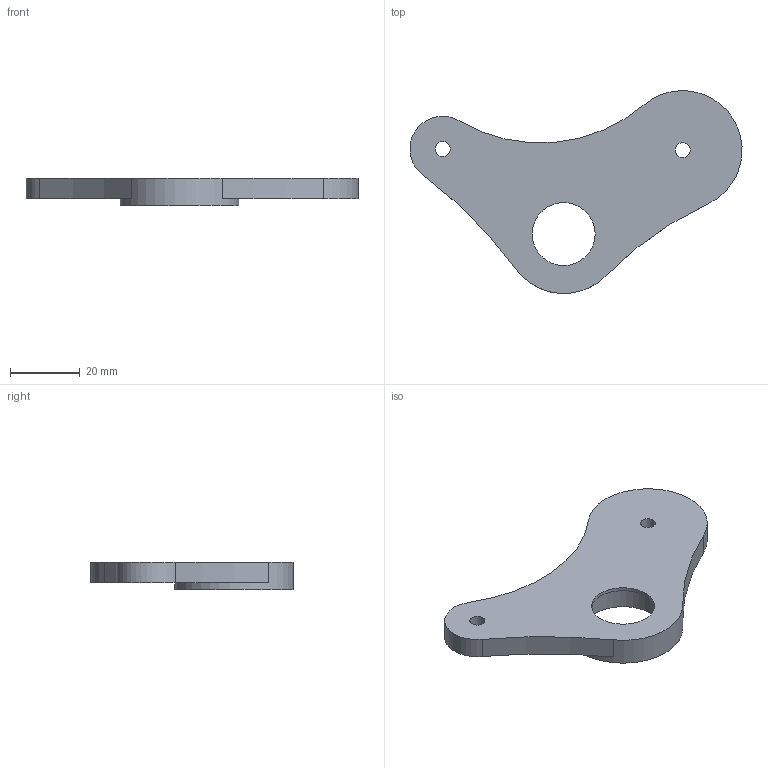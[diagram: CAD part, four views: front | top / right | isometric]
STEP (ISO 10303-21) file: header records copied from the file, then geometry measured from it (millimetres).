
FILE_DESCRIPTION(/* description */ (''),/* implementation_level */ '2;1');
FILE_NAME(/* name */ 'Arm - parallel hinge v1.step',/* time_stamp */ '2022-05-20T11:01:42-04:00',/* author */ (''),/* organization */ (''),/* preprocessor_version */ 'ST-DEVELOPER v18.1',/* originating_system */ 'Autodesk Translation Framework v10.14.0.1471',/* authorisation */ '');
FILE_SCHEMA (('AUTOMOTIVE_DESIGN { 1 0 10303 214 3 1 1 }'));
Length unit declared in the file: millimetre
Products named in the file (1): Arm - parallel hinge
Bounding box: 94.89 x 57.95 x 8 mm (x, y, z)
Volume: 17482 mm3; surface area: 8077.1 mm2
Topology: 1 solids, 1 shells, 14 faces, 33 edges, 22 vertices
Faces by surface type: cylinder 10, plane 4
Full cylindrical faces by diameter (mm): 4.3 x2, 18 x1, 22 x1, 34 x1
Entity records: 464 total; most frequent: DIRECTION 85, CARTESIAN_POINT 70, ORIENTED_EDGE 66, AXIS2_PLACEMENT_3D 37, EDGE_CURVE 33, CIRCLE 22, VERTEX_POINT 22, EDGE_LOOP 21
